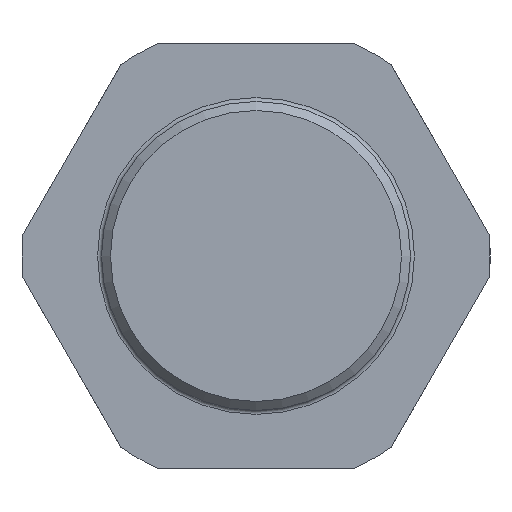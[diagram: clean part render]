
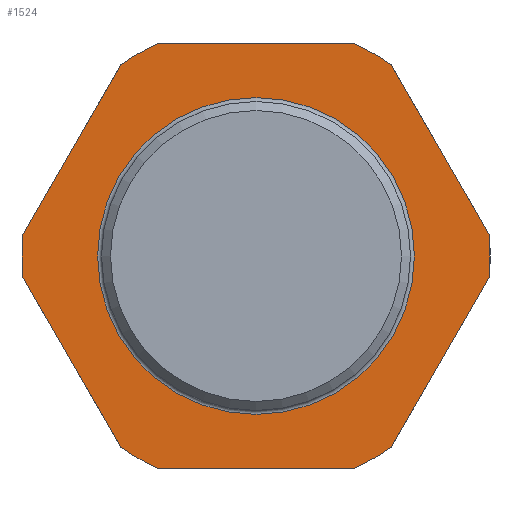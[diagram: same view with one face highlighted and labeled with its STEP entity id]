
A CAD part, left-side view. The second image highlights one B-rep face of the part: STEP entity #1524.
In plain terms, the highlighted planar face has unit normal (-1, 0, 0).
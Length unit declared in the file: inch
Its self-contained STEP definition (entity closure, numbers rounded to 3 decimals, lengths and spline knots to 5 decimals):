
#20=FACE_BOUND('',#436,.T.);
#91=LINE('',#2786,#149);
#94=LINE('',#2816,#152);
#97=LINE('',#2846,#155);
#100=LINE('',#2876,#158);
#103=LINE('',#2906,#161);
#106=LINE('',#2926,#164);
#149=VECTOR('',#1977,0.3937);
#152=VECTOR('',#1982,0.3937);
#155=VECTOR('',#1987,0.3937);
#158=VECTOR('',#1992,0.3937);
#161=VECTOR('',#1997,0.3937);
#164=VECTOR('',#2002,0.3937);
#352=FACE_OUTER_BOUND('',#435,.T.);
#435=EDGE_LOOP('',(#1224,#1225,#1226,#1227,#1228,#1229,#1230,#1231,#1232,
#1233,#1234,#1235));
#436=EDGE_LOOP('',(#1236,#1237));
#528=CIRCLE('',#1673,1.19291);
#529=CIRCLE('',#1675,1.19291);
#531=CIRCLE('',#1678,1.19291);
#534=CIRCLE('',#1682,1.19291);
#536=CIRCLE('',#1685,1.19291);
#537=CIRCLE('',#1687,1.19291);
#542=CIRCLE('',#1694,0.80709);
#543=CIRCLE('',#1695,0.80709);
#669=VERTEX_POINT('',#2783);
#670=VERTEX_POINT('',#2785);
#673=VERTEX_POINT('',#2813);
#674=VERTEX_POINT('',#2815);
#677=VERTEX_POINT('',#2843);
#678=VERTEX_POINT('',#2845);
#681=VERTEX_POINT('',#2873);
#682=VERTEX_POINT('',#2875);
#685=VERTEX_POINT('',#2903);
#686=VERTEX_POINT('',#2905);
#689=VERTEX_POINT('',#2923);
#690=VERTEX_POINT('',#2925);
#694=VERTEX_POINT('',#2966);
#695=VERTEX_POINT('',#2967);
#853=EDGE_CURVE('',#670,#669,#91,.T.);
#857=EDGE_CURVE('',#674,#673,#94,.T.);
#861=EDGE_CURVE('',#678,#677,#97,.T.);
#865=EDGE_CURVE('',#682,#681,#100,.T.);
#869=EDGE_CURVE('',#686,#685,#103,.T.);
#873=EDGE_CURVE('',#690,#689,#106,.T.);
#877=EDGE_CURVE('',#690,#681,#528,.T.);
#878=EDGE_CURVE('',#678,#689,#529,.T.);
#880=EDGE_CURVE('',#674,#685,#531,.T.);
#883=EDGE_CURVE('',#682,#673,#534,.T.);
#885=EDGE_CURVE('',#686,#669,#536,.T.);
#886=EDGE_CURVE('',#670,#677,#537,.T.);
#891=EDGE_CURVE('',#694,#695,#542,.T.);
#892=EDGE_CURVE('',#695,#694,#543,.T.);
#1224=ORIENTED_EDGE('',*,*,#853,.T.);
#1225=ORIENTED_EDGE('',*,*,#885,.F.);
#1226=ORIENTED_EDGE('',*,*,#869,.T.);
#1227=ORIENTED_EDGE('',*,*,#880,.F.);
#1228=ORIENTED_EDGE('',*,*,#857,.T.);
#1229=ORIENTED_EDGE('',*,*,#883,.F.);
#1230=ORIENTED_EDGE('',*,*,#865,.T.);
#1231=ORIENTED_EDGE('',*,*,#877,.F.);
#1232=ORIENTED_EDGE('',*,*,#873,.T.);
#1233=ORIENTED_EDGE('',*,*,#878,.F.);
#1234=ORIENTED_EDGE('',*,*,#861,.T.);
#1235=ORIENTED_EDGE('',*,*,#886,.F.);
#1236=ORIENTED_EDGE('',*,*,#891,.T.);
#1237=ORIENTED_EDGE('',*,*,#892,.T.);
#1467=PLANE('',#1693);
#1524=ADVANCED_FACE('',(#352,#20),#1467,.T.);
#1673=AXIS2_PLACEMENT_3D('',#2943,#2008,#2009);
#1675=AXIS2_PLACEMENT_3D('',#2945,#2012,#2013);
#1678=AXIS2_PLACEMENT_3D('',#2948,#2018,#2019);
#1682=AXIS2_PLACEMENT_3D('',#2952,#2026,#2027);
#1685=AXIS2_PLACEMENT_3D('',#2955,#2032,#2033);
#1687=AXIS2_PLACEMENT_3D('',#2957,#2036,#2037);
#1693=AXIS2_PLACEMENT_3D('',#2965,#2048,#2049);
#1694=AXIS2_PLACEMENT_3D('',#2968,#2050,#2051);
#1695=AXIS2_PLACEMENT_3D('',#2969,#2052,#2053);
#1977=DIRECTION('',(0.,0.5,0.866));
#1982=DIRECTION('',(0.,0.5,-0.866));
#1987=DIRECTION('',(0.,-0.5,0.866));
#1992=DIRECTION('',(0.,-0.5,-0.866));
#1997=DIRECTION('',(0.,1.,0.));
#2002=DIRECTION('',(0.,-1.,0.));
#2008=DIRECTION('center_axis',(1.,0.,0.));
#2009=DIRECTION('ref_axis',(0.,0.,1.));
#2012=DIRECTION('center_axis',(1.,0.,0.));
#2013=DIRECTION('ref_axis',(0.,0.,1.));
#2018=DIRECTION('center_axis',(1.,0.,0.));
#2019=DIRECTION('ref_axis',(0.,0.,1.));
#2026=DIRECTION('center_axis',(1.,0.,0.));
#2027=DIRECTION('ref_axis',(0.,0.,1.));
#2032=DIRECTION('center_axis',(1.,0.,0.));
#2033=DIRECTION('ref_axis',(0.,0.,1.));
#2036=DIRECTION('center_axis',(1.,0.,0.));
#2037=DIRECTION('ref_axis',(0.,0.,1.));
#2048=DIRECTION('center_axis',(-1.,0.,0.));
#2049=DIRECTION('ref_axis',(0.,0.,
-1.));
#2050=DIRECTION('center_axis',(1.,0.,0.));
#2051=DIRECTION('ref_axis',(0.,0.,1.));
#2052=DIRECTION('center_axis',(1.,0.,0.));
#2053=DIRECTION('ref_axis',(0.,0.,1.));
#2783=CARTESIAN_POINT('',(-1.01181,-0.6872,0.97509));
#2785=CARTESIAN_POINT('',(-1.01181,-1.18805,0.10759));
#2786=CARTESIAN_POINT('',(-1.01181,-1.21195,0.06619));
#2813=CARTESIAN_POINT('',(-1.01181,1.18805,0.10759));
#2815=CARTESIAN_POINT('',(-1.01181,0.6872,0.97509));
#2816=CARTESIAN_POINT('',(-1.01181,0.6633,1.01649));
#2843=CARTESIAN_POINT('',(-1.01181,-1.18805,-0.10759));
#2845=CARTESIAN_POINT('',(-1.01181,-0.6872,-0.97509));
#2846=CARTESIAN_POINT('',(-1.01181,-0.96153,-0.49994));
#2873=CARTESIAN_POINT('',(-1.01181,0.6872,-0.97509));
#2875=CARTESIAN_POINT('',(-1.01181,1.18805,-0.10759));
#2876=CARTESIAN_POINT('',(-1.01181,0.91372,-0.58274));
#2903=CARTESIAN_POINT('',(-1.01181,0.50085,1.08268));
#2905=CARTESIAN_POINT('',(-1.01181,-0.50085,1.08268));
#2906=CARTESIAN_POINT('',(-1.01181,-0.84688,1.08268));
#2923=CARTESIAN_POINT('',(-1.01181,-0.50085,-1.08268));
#2925=CARTESIAN_POINT('',(-1.01181,0.50085,-1.08268));
#2926=CARTESIAN_POINT('',(-1.01181,-0.34603,-1.08268));
#2943=CARTESIAN_POINT('Origin',(-1.01181,0.,0.));
#2945=CARTESIAN_POINT('Origin',(-1.01181,0.,0.));
#2948=CARTESIAN_POINT('Origin',(-1.01181,0.,0.));
#2952=CARTESIAN_POINT('Origin',(-1.01181,0.,0.));
#2955=CARTESIAN_POINT('Origin',(-1.01181,0.,0.));
#2957=CARTESIAN_POINT('Origin',(-1.01181,0.,0.));
#2965=CARTESIAN_POINT('Origin',(-1.01181,-1.19291,0.));
#2966=CARTESIAN_POINT('',(-1.01181,-0.80709,0.));
#2967=CARTESIAN_POINT('',(-1.01181,0.,-0.80709));
#2968=CARTESIAN_POINT('Origin',(-1.01181,0.,0.));
#2969=CARTESIAN_POINT('Origin',(-1.01181,0.,0.));
